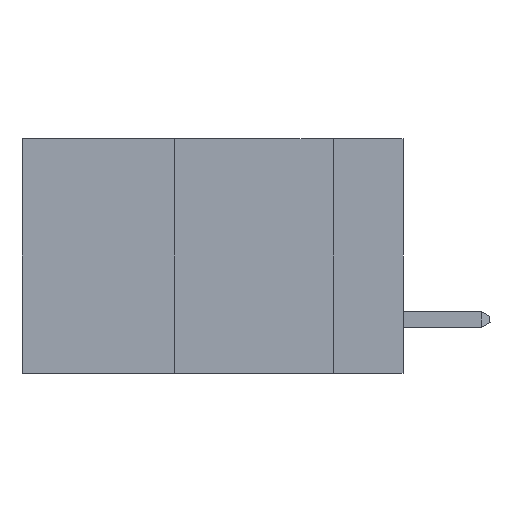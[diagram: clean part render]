
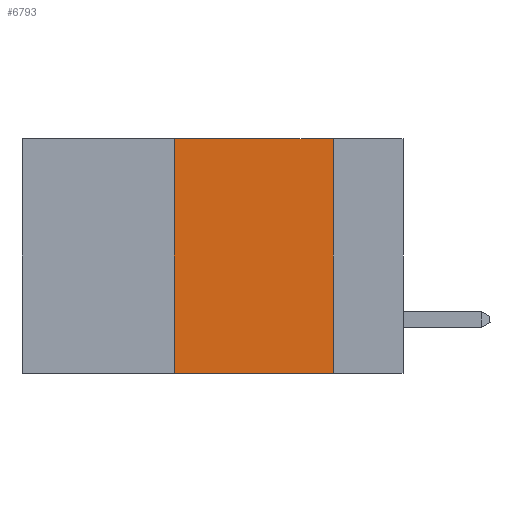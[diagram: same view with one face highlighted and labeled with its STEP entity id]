
A CAD part, left-side view. The second image highlights one B-rep face of the part: STEP entity #6793.
In plain terms, the highlighted planar face has unit normal (-1, 0, 0).
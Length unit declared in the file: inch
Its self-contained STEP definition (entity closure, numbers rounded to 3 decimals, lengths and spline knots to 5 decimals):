
#431 = LINE ( 'NONE', #15277, #1403 ) ;
#670 = CARTESIAN_POINT ( 'NONE',  ( 0., 0.11, -0.37 ) ) ;
#1204 = ORIENTED_EDGE ( 'NONE', *, *, #5692, .T. ) ;
#1251 = DIRECTION ( 'NONE',  ( 0., 0., 1. ) ) ;
#1403 = VECTOR ( 'NONE', #16773, 39.37008 ) ;
#1930 = VERTEX_POINT ( 'NONE', #670 ) ;
#2337 = EDGE_CURVE ( 'NONE', #15638, #11842, #3269, .T. ) ;
#2809 = CARTESIAN_POINT ( 'NONE',  ( 0., 0.36, -0.37 ) ) ;
#2987 = DIRECTION ( 'NONE',  ( 0., -1., 0. ) ) ;
#3269 = LINE ( 'NONE', #8819, #15235 ) ;
#3394 = VERTEX_POINT ( 'NONE', #2809 ) ;
#4212 = DIRECTION ( 'NONE',  ( 0., 0., -1. ) ) ;
#4252 = PLANE ( 'NONE',  #9114 ) ;
#4950 = ORIENTED_EDGE ( 'NONE', *, *, #12229, .F. ) ;
#5692 = EDGE_CURVE ( 'NONE', #3394, #1930, #12252, .T. ) ;
#6131 = LINE ( 'NONE', #7337, #7977 ) ;
#6793 = ADVANCED_FACE ( 'NONE', ( #17159 ), #4252, .F. ) ;
#7337 = CARTESIAN_POINT ( 'NONE',  ( 0., 0.36, 0. ) ) ;
#7353 = EDGE_CURVE ( 'NONE', #3394, #15638, #6131, .T. ) ;
#7977 = VECTOR ( 'NONE', #1251, 39.37008 ) ;
#8520 = VECTOR ( 'NONE', #12545, 39.37008 ) ;
#8755 = CARTESIAN_POINT ( 'NONE',  ( 0., 0.6, 0. ) ) ;
#8819 = CARTESIAN_POINT ( 'NONE',  ( 0., 0.6, 0. ) ) ;
#9114 = AXIS2_PLACEMENT_3D ( 'NONE', #8755, #11099, #4212 ) ;
#11099 = DIRECTION ( 'NONE',  ( 1., 0., 0. ) ) ;
#11842 = VERTEX_POINT ( 'NONE', #16744 ) ;
#12229 = EDGE_CURVE ( 'NONE', #11842, #1930, #431, .T. ) ;
#12252 = LINE ( 'NONE', #17037, #8520 ) ;
#12545 = DIRECTION ( 'NONE',  ( 0., -1., 0. ) ) ;
#13002 = EDGE_LOOP ( 'NONE', ( #4950, #17691, #15962, #1204 ) ) ;
#15235 = VECTOR ( 'NONE', #2987, 39.37008 ) ;
#15277 = CARTESIAN_POINT ( 'NONE',  ( 0., 0.11, 0. ) ) ;
#15638 = VERTEX_POINT ( 'NONE', #16587 ) ;
#15962 = ORIENTED_EDGE ( 'NONE', *, *, #7353, .F. ) ;
#16587 = CARTESIAN_POINT ( 'NONE',  ( 0., 0.36, 0. ) ) ;
#16744 = CARTESIAN_POINT ( 'NONE',  ( 0., 0.11, 0. ) ) ;
#16773 = DIRECTION ( 'NONE',  ( 0., 0., -1. ) ) ;
#17037 = CARTESIAN_POINT ( 'NONE',  ( 0., 0.6, -0.37 ) ) ;
#17159 = FACE_OUTER_BOUND ( 'NONE', #13002, .T. ) ;
#17691 = ORIENTED_EDGE ( 'NONE', *, *, #2337, .F. ) ;
